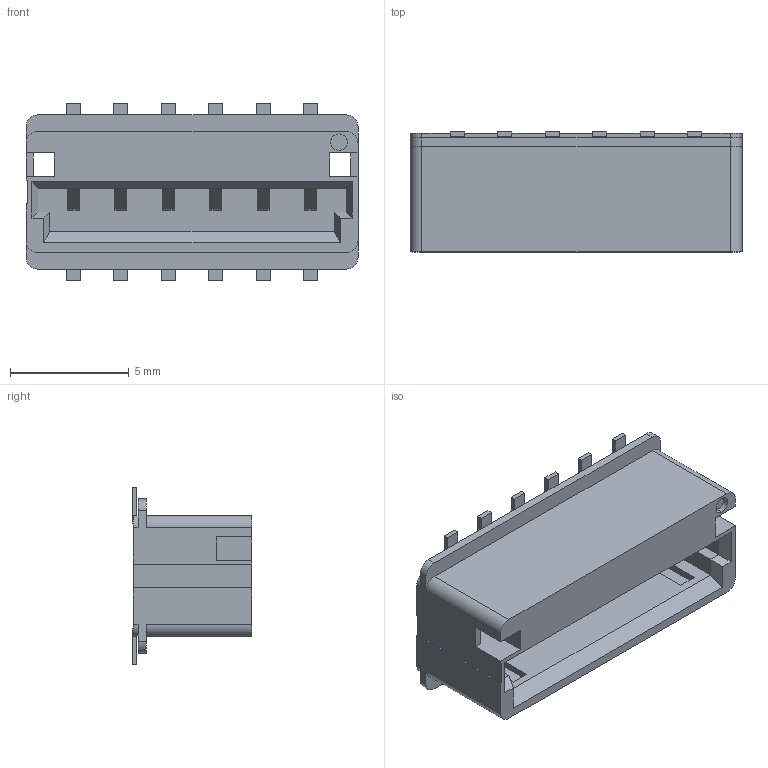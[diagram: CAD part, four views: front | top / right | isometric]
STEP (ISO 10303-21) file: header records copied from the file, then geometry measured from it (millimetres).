
FILE_DESCRIPTION (( 'STEP AP214' ), '1' );
FILE_NAME ('AVX-00-9159-006-551-906.STEP', '2019-01-08T07:28:39', ( '' ), ( '' ), 'SwSTEP 2.0', 'SolidWorks 2018', '' );
FILE_SCHEMA (( 'AUTOMOTIVE_DESIGN' ));
Length unit declared in the file: millimetre
Products named in the file (2): AVX-00-9159-006-551-906; AVX-00-9159-006-551-906_00-9159-006-551-X06
Assembly tree (1 placements, depth 2):
  AVX-00-9159-006-551-906
    AVX-00-9159-006-551-906_00-9159-006-551-X06
Bounding box: 14 x 5.05 x 7.5 mm (x, y, z)
Volume: 244.4 mm3; surface area: 580.3 mm2
Topology: 1 solids, 1 shells, 272 faces, 770 edges, 508 vertices
Faces by surface type: plane 210, cylinder 62
Entity records: 8812 total; most frequent: CARTESIAN_POINT 1554, ORIENTED_EDGE 1540, DIRECTION 1446, EDGE_CURVE 770, LINE 646, VECTOR 646, VERTEX_POINT 508, AXIS2_PLACEMENT_3D 400
